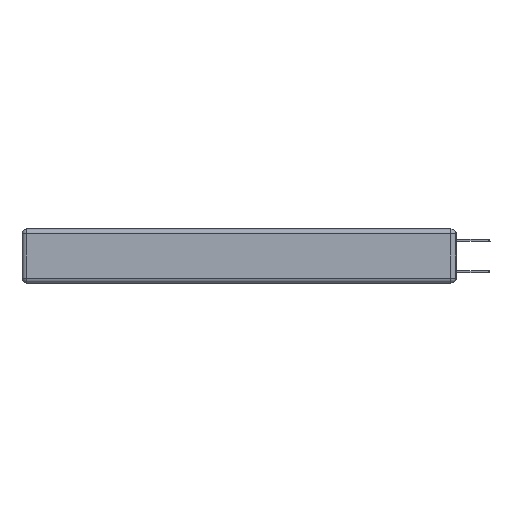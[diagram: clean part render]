
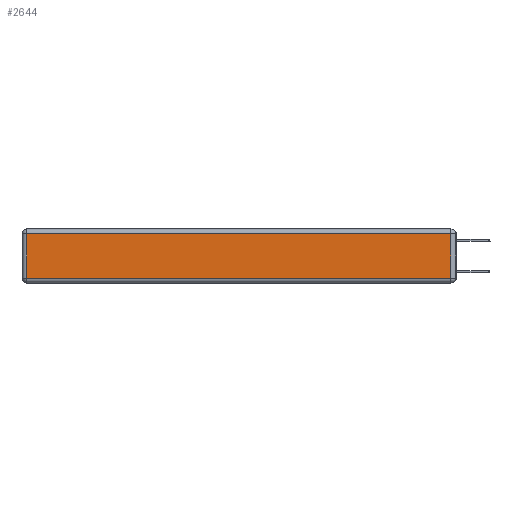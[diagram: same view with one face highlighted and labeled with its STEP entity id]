
A CAD part, left-side view. The second image highlights one B-rep face of the part: STEP entity #2644.
In plain terms, the highlighted planar face has unit normal (-1, 0, 0).
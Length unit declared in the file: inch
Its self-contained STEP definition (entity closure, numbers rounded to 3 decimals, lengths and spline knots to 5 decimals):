
#554 = CARTESIAN_POINT ( 'NONE',  ( 0., 2.72, -0.343 ) ) ;
#786 = VECTOR ( 'NONE', #3129, 39.37008 ) ;
#1096 = AXIS2_PLACEMENT_3D ( 'NONE', #15175, #9140, #4074 ) ;
#1185 = CARTESIAN_POINT ( 'NONE',  ( 0., 2.75, -0.03 ) ) ;
#1987 = VERTEX_POINT ( 'NONE', #8024 ) ;
#2644 = ADVANCED_FACE ( 'NONE', ( #10129 ), #14102, .T. ) ;
#2817 = ORIENTED_EDGE ( 'NONE', *, *, #14740, .T. ) ;
#3052 = LINE ( 'NONE', #6795, #786 ) ;
#3129 = DIRECTION ( 'NONE',  ( 0., 0., 1. ) ) ;
#3657 = LINE ( 'NONE', #1185, #12730 ) ;
#3864 = VERTEX_POINT ( 'NONE', #13240 ) ;
#4001 = EDGE_LOOP ( 'NONE', ( #10457, #9088, #2817, #10876 ) ) ;
#4074 = DIRECTION ( 'NONE',  ( 0., 0., 1. ) ) ;
#5060 = LINE ( 'NONE', #10126, #10076 ) ;
#6795 = CARTESIAN_POINT ( 'NONE',  ( 0., 0.03, -0.343 ) ) ;
#7686 = VERTEX_POINT ( 'NONE', #15234 ) ;
#8024 = CARTESIAN_POINT ( 'NONE',  ( 0., 2.72, -0.313 ) ) ;
#8140 = EDGE_CURVE ( 'NONE', #3864, #1987, #15363, .T. ) ;
#9088 = ORIENTED_EDGE ( 'NONE', *, *, #12833, .T. ) ;
#9140 = DIRECTION ( 'NONE',  ( -1., 0., 0. ) ) ;
#9554 = VECTOR ( 'NONE', #10318, 39.37008 ) ;
#10076 = VECTOR ( 'NONE', #15173, 39.37008 ) ;
#10126 = CARTESIAN_POINT ( 'NONE',  ( 0., 0., -0.313 ) ) ;
#10129 = FACE_OUTER_BOUND ( 'NONE', #4001, .T. ) ;
#10287 = DIRECTION ( 'NONE',  ( 0., 1., 0. ) ) ;
#10318 = DIRECTION ( 'NONE',  ( 0., 0., -1. ) ) ;
#10457 = ORIENTED_EDGE ( 'NONE', *, *, #14859, .T. ) ;
#10876 = ORIENTED_EDGE ( 'NONE', *, *, #8140, .T. ) ;
#12730 = VECTOR ( 'NONE', #10287, 39.37008 ) ;
#12833 = EDGE_CURVE ( 'NONE', #7686, #13920, #3052, .T. ) ;
#13240 = CARTESIAN_POINT ( 'NONE',  ( 0., 2.72, -0.03 ) ) ;
#13920 = VERTEX_POINT ( 'NONE', #16222 ) ;
#14102 = PLANE ( 'NONE',  #1096 ) ;
#14740 = EDGE_CURVE ( 'NONE', #13920, #3864, #3657, .T. ) ;
#14859 = EDGE_CURVE ( 'NONE', #1987, #7686, #5060, .T. ) ;
#15173 = DIRECTION ( 'NONE',  ( 0., -1., 0. ) ) ;
#15175 = CARTESIAN_POINT ( 'NONE',  ( 0., 0., -0.343 ) ) ;
#15234 = CARTESIAN_POINT ( 'NONE',  ( 0., 0.03, -0.313 ) ) ;
#15363 = LINE ( 'NONE', #554, #9554 ) ;
#16222 = CARTESIAN_POINT ( 'NONE',  ( 0., 0.03, -0.03 ) ) ;
